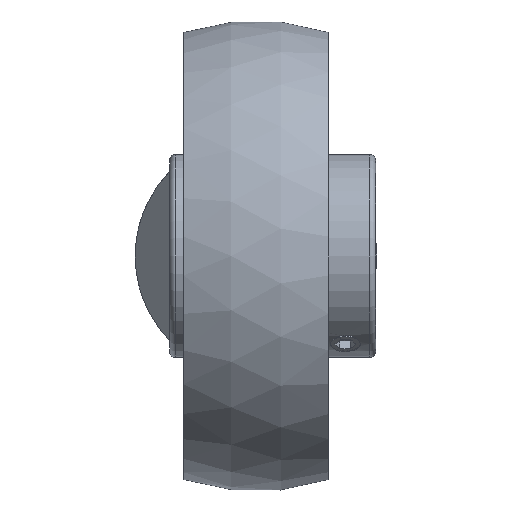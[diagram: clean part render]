
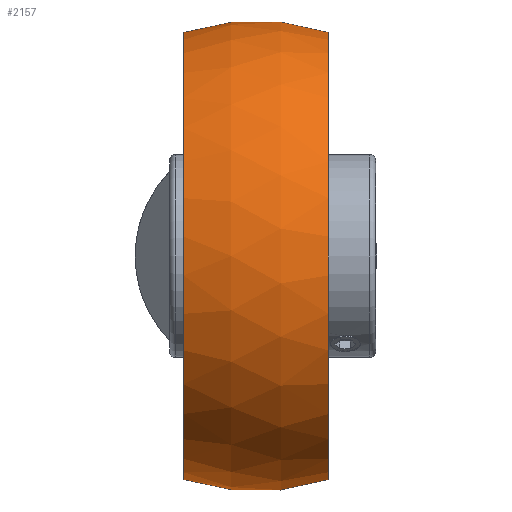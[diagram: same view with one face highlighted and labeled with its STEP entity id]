
A CAD part, front view. The second image highlights one B-rep face of the part: STEP entity #2157.
In plain terms, the highlighted spherical face has radius 39 mm.
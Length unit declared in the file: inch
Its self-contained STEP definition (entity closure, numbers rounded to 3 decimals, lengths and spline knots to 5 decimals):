
#792=SPHERICAL_SURFACE('',#2303,1.53543);
#1033=VERTEX_POINT('',#2424);
#1034=VERTEX_POINT('',#2425);
#1093=VERTEX_POINT('',#3326);
#1094=VERTEX_POINT('',#3327);
#1097=VERTEX_POINT('',#3337);
#1098=VERTEX_POINT('',#3338);
#1107=VERTEX_POINT('',#3363);
#1108=VERTEX_POINT('',#3367);
#1109=VERTEX_POINT('',#3368);
#1110=VERTEX_POINT('',#3371);
#1111=VERTEX_POINT('',#3373);
#1112=VERTEX_POINT('',#3376);
#1179=CIRCLE('',#2228,1.46094);
#1210=CIRCLE('',#2295,1.45662);
#1214=CIRCLE('',#2302,1.53088);
#1215=CIRCLE('',#2304,1.46094);
#1216=CIRCLE('',#2305,0.78742);
#1217=CIRCLE('',#2306,1.53088);
#1218=CIRCLE('',#2307,0.78742);
#1219=CIRCLE('',#2308,1.53088);
#1220=CIRCLE('',#2309,1.53088);
#1258=EDGE_CURVE('',#1033,#1034,#1179,.T.);
#1343=EDGE_CURVE('',#1093,#1094,#1210,.T.);
#1347=EDGE_CURVE('',#1097,#1098,#1210,.T.);
#1358=EDGE_CURVE('',#1107,#1098,#1214,.T.);
#1360=EDGE_CURVE('',#1108,#1109,#1215,.T.);
#1361=EDGE_CURVE('',#1107,#1108,#1216,.T.);
#1362=EDGE_CURVE('',#1097,#1110,#1217,.T.);
#1363=EDGE_CURVE('',#1034,#1110,#1216,.T.);
#1364=EDGE_CURVE('',#1111,#1033,#1218,.T.);
#1365=EDGE_CURVE('',#1111,#1094,#1219,.T.);
#1366=EDGE_CURVE('',#1093,#1112,#1220,.T.);
#1367=EDGE_CURVE('',#1109,#1112,#1218,.T.);
#1626=ORIENTED_EDGE('',*,*,#1360,.F.);
#1627=ORIENTED_EDGE('',*,*,#1361,.F.);
#1628=ORIENTED_EDGE('',*,*,#1358,.T.);
#1629=ORIENTED_EDGE('',*,*,#1347,.F.);
#1630=ORIENTED_EDGE('',*,*,#1362,.T.);
#1631=ORIENTED_EDGE('',*,*,#1363,.F.);
#1632=ORIENTED_EDGE('',*,*,#1258,.F.);
#1633=ORIENTED_EDGE('',*,*,#1364,.F.);
#1634=ORIENTED_EDGE('',*,*,#1365,.T.);
#1635=ORIENTED_EDGE('',*,*,#1343,.F.);
#1636=ORIENTED_EDGE('',*,*,#1366,.T.);
#1637=ORIENTED_EDGE('',*,*,#1367,.F.);
#1856=EDGE_LOOP('',(#1626,#1627,#1628,#1629,#1630,#1631,#1632,#1633,#1634,
#1635,#1636,#1637));
#2009=FACE_BOUND('',#1856,.T.);
#2157=ADVANCED_FACE('',(#2009),#792,.T.);
#2228=AXIS2_PLACEMENT_3D('',#2423,#3785,#3786);
#2295=AXIS2_PLACEMENT_3D('',#3325,#3935,#3936);
#2302=AXIS2_PLACEMENT_3D('',#3362,#3952,#3953);
#2303=AXIS2_PLACEMENT_3D('',#3365,#3955,#3956);
#2304=AXIS2_PLACEMENT_3D('',#3366,#3957,#3958);
#2305=AXIS2_PLACEMENT_3D('',#3369,#3959,#3960);
#2306=AXIS2_PLACEMENT_3D('',#3370,#3961,#3962);
#2307=AXIS2_PLACEMENT_3D('',#3372,#3963,#3964);
#2308=AXIS2_PLACEMENT_3D('',#3374,#3965,#3966);
#2309=AXIS2_PLACEMENT_3D('',#3375,#3967,#3968);
#2423=CARTESIAN_POINT('',(0.,0.,0.47244));
#2424=CARTESIAN_POINT('',(-0.62995,1.31815,0.47244));
#2425=CARTESIAN_POINT('',(0.62995,1.31815,0.47244));
#3325=CARTESIAN_POINT('',(0.,0.48561,0.));
#3326=CARTESIAN_POINT('',(-1.45182,0.48561,-0.11811));
#3327=CARTESIAN_POINT('',(-1.45182,0.48561,0.11811));
#3337=CARTESIAN_POINT('',(1.45182,0.48561,0.11811));
#3338=CARTESIAN_POINT('',(1.45182,0.48561,-0.11811));
#3362=CARTESIAN_POINT('',(0.,0.,-0.11811));
#3363=CARTESIAN_POINT('',(0.77852,1.31815,-0.11811));
#3365=CARTESIAN_POINT('',(0.,0.,0.));
#3366=CARTESIAN_POINT('',(0.,0.,-0.47244));
#3367=CARTESIAN_POINT('',(0.62995,1.31815,-0.47244));
#3368=CARTESIAN_POINT('',(-0.62995,1.31815,-0.47244));
#3369=CARTESIAN_POINT('',(0.,1.31815,0.));
#3370=CARTESIAN_POINT('',(0.,0.,0.11811));
#3371=CARTESIAN_POINT('',(0.77852,1.31815,0.11811));
#3372=CARTESIAN_POINT('',(0.,1.31815,0.));
#3373=CARTESIAN_POINT('',(-0.77852,1.31815,0.11811));
#3374=CARTESIAN_POINT('',(0.,0.,0.11811));
#3375=CARTESIAN_POINT('',(0.,0.,-0.11811));
#3376=CARTESIAN_POINT('',(-0.77852,1.31815,-0.11811));
#3785=DIRECTION('',(0.,0.,1.));
#3786=DIRECTION('',(0.,1.461,0.));
#3935=DIRECTION('',(0.,1.,0.));
#3936=DIRECTION('',(1.457,0.,0.));
#3952=DIRECTION('',(0.,0.,-1.));
#3953=DIRECTION('',(0.,-1.531,0.));
#3955=DIRECTION('',(0.,0.,1.));
#3956=DIRECTION('',(1.,0.,0.));
#3957=DIRECTION('',(0.,0.,-1.));
#3958=DIRECTION('',(0.,-1.461,0.));
#3959=DIRECTION('',(0.,1.,0.));
#3960=DIRECTION('',(0.,0.,-0.787));
#3961=DIRECTION('',(0.,0.,1.));
#3962=DIRECTION('',(0.,1.531,0.));
#3963=DIRECTION('',(0.,1.,0.));
#3964=DIRECTION('',(0.,0.,-0.787));
#3965=DIRECTION('',(0.,0.,1.));
#3966=DIRECTION('',(0.,1.531,0.));
#3967=DIRECTION('',(0.,0.,-1.));
#3968=DIRECTION('',(0.,-1.531,0.));
